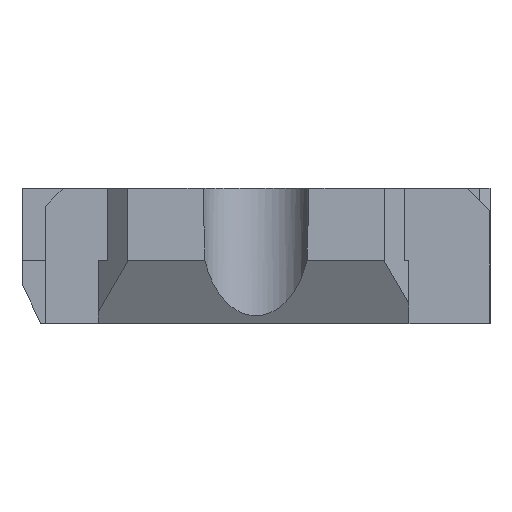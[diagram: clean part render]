
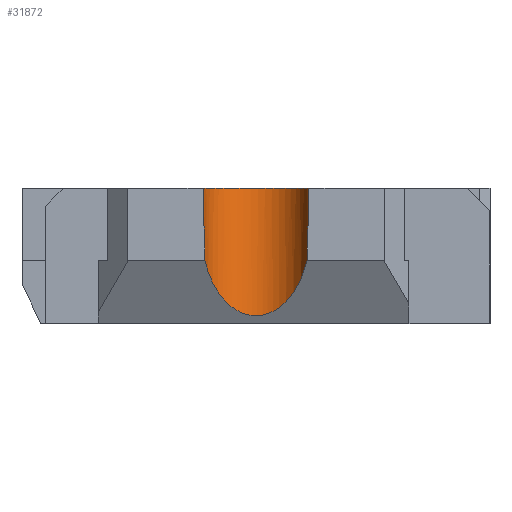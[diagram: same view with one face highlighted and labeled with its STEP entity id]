
A CAD part, front view. The second image highlights one B-rep face of the part: STEP entity #31872.
In plain terms, the highlighted cylindrical face has radius 6 mm (diameter 12 mm), a partial arc.
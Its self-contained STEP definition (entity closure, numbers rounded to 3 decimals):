
#23885 = PLANE('',#23886);
#23886 = AXIS2_PLACEMENT_3D('',#23887,#23888,#23889);
#23887 = CARTESIAN_POINT('',(-40.,-9.804,-2.));
#23888 = DIRECTION('',(0.,0.866,0.5));
#23889 = DIRECTION('',(0.,-0.5,0.866));
#29033 = VERTEX_POINT('',#29034);
#29034 = CARTESIAN_POINT('',(-22.177,-15.,7.));
#29047 = PLANE('',#29048);
#29048 = AXIS2_PLACEMENT_3D('',#29049,#29050,#29051);
#29049 = CARTESIAN_POINT('',(-33.,-15.,0.));
#29050 = DIRECTION('',(0.,1.,0.));
#29051 = DIRECTION('',(0.,0.,1.));
#29058 = EDGE_CURVE('',#29059,#29033,#29061,.T.);
#29059 = VERTEX_POINT('',#29060);
#29060 = CARTESIAN_POINT('',(-10.823,-15.,7.));
#29061 = SURFACE_CURVE('',#29062,(#29067,#29074),.PCURVE_S1.);
#29062 = ELLIPSE('',#29063,10.461,6.);
#29063 = AXIS2_PLACEMENT_3D('',#29064,#29065,#29066);
#29064 = CARTESIAN_POINT('',(-16.5,-16.694,9.933));
#29065 = DIRECTION('',(0.,0.866,0.5));
#29066 = DIRECTION('',(0.,-0.5,0.866));
#29067 = PCURVE('',#23885,#29068);
#29068 = DEFINITIONAL_REPRESENTATION('',(#29069),#29073);
#29069 = ELLIPSE('',#29070,10.461,6.);
#29070 = AXIS2_PLACEMENT_2D('',#29071,#29072);
#29071 = CARTESIAN_POINT('',(13.779,23.5));
#29072 = DIRECTION('',(1.,0.));
#29073 = ( GEOMETRIC_REPRESENTATION_CONTEXT(2) 
PARAMETRIC_REPRESENTATION_CONTEXT() REPRESENTATION_CONTEXT('2D SPACE',''
  ) );
#29074 = PCURVE('',#29075,#29080);
#29075 = CYLINDRICAL_SURFACE('',#29076,6.);
#29076 = AXIS2_PLACEMENT_3D('',#29077,#29078,#29079);
#29077 = CARTESIAN_POINT('',(-16.5,-18.,-5.));
#29078 = DIRECTION('',(0.,0.087,0.996));
#29079 = DIRECTION('',(1.,0.,0.));
#29080 = DEFINITIONAL_REPRESENTATION('',(#29081),#29093);
#29081 = B_SPLINE_CURVE_WITH_KNOTS('',10,(#29082,#29083,#29084,#29085,
    #29086,#29087,#29088,#29089,#29090,#29091,#29092),.UNSPECIFIED.,.F.,
  .F.,(11,11),(1.82,4.463),.PIECEWISE_BEZIER_KNOTS.);
#29082 = CARTESIAN_POINT('',(0.249,12.878));
#29083 = CARTESIAN_POINT('',(0.513,10.683));
#29084 = CARTESIAN_POINT('',(0.778,8.651));
#29085 = CARTESIAN_POINT('',(1.042,6.997));
#29086 = CARTESIAN_POINT('',(1.306,5.913));
#29087 = CARTESIAN_POINT('',(1.571,5.535));
#29088 = CARTESIAN_POINT('',(1.835,5.913));
#29089 = CARTESIAN_POINT('',(2.099,6.997));
#29090 = CARTESIAN_POINT('',(2.364,8.651));
#29091 = CARTESIAN_POINT('',(2.628,10.683));
#29092 = CARTESIAN_POINT('',(2.893,12.878));
#29093 = ( GEOMETRIC_REPRESENTATION_CONTEXT(2) 
PARAMETRIC_REPRESENTATION_CONTEXT() REPRESENTATION_CONTEXT('2D SPACE',''
  ) );
#29110 = PLANE('',#29111);
#29111 = AXIS2_PLACEMENT_3D('',#29112,#29113,#29114);
#29112 = CARTESIAN_POINT('',(-33.,-15.,0.));
#29113 = DIRECTION('',(0.,1.,0.));
#29114 = DIRECTION('',(0.,0.,1.));
#31083 = PLANE('',#31084);
#31084 = AXIS2_PLACEMENT_3D('',#31085,#31086,#31087);
#31085 = CARTESIAN_POINT('',(-33.,-15.,15.));
#31086 = DIRECTION('',(0.,0.,1.));
#31087 = DIRECTION('',(1.,0.,0.));
#31820 = EDGE_CURVE('',#31821,#29059,#31823,.T.);
#31821 = VERTEX_POINT('',#31822);
#31822 = CARTESIAN_POINT('',(-10.631,-15.,15.));
#31823 = SURFACE_CURVE('',#31824,(#31829,#31836),.PCURVE_S1.);
#31824 = ELLIPSE('',#31825,68.842,6.);
#31825 = AXIS2_PLACEMENT_3D('',#31826,#31827,#31828);
#31826 = CARTESIAN_POINT('',(-16.5,-15.,29.29));
#31827 = DIRECTION('',(0.,1.,0.));
#31828 = DIRECTION('',(0.,0.,1.));
#31829 = PCURVE('',#29110,#31830);
#31830 = DEFINITIONAL_REPRESENTATION('',(#31831),#31835);
#31831 = ELLIPSE('',#31832,68.842,6.);
#31832 = AXIS2_PLACEMENT_2D('',#31833,#31834);
#31833 = CARTESIAN_POINT('',(29.29,16.5));
#31834 = DIRECTION('',(1.,0.));
#31835 = ( GEOMETRIC_REPRESENTATION_CONTEXT(2) 
PARAMETRIC_REPRESENTATION_CONTEXT() REPRESENTATION_CONTEXT('2D SPACE',''
  ) );
#31836 = PCURVE('',#29075,#31837);
#31837 = DEFINITIONAL_REPRESENTATION('',(#31838),#31848);
#31838 = B_SPLINE_CURVE_WITH_KNOTS('',8,(#31839,#31840,#31841,#31842,
    #31843,#31844,#31845,#31846,#31847),.UNSPECIFIED.,.F.,.F.,(9,9),(
    1.768,1.913),.PIECEWISE_BEZIER_KNOTS.);
#31839 = CARTESIAN_POINT('',(0.197,20.982));
#31840 = CARTESIAN_POINT('',(0.215,19.765));
#31841 = CARTESIAN_POINT('',(0.233,18.553));
#31842 = CARTESIAN_POINT('',(0.252,17.346));
#31843 = CARTESIAN_POINT('',(0.27,16.146));
#31844 = CARTESIAN_POINT('',(0.288,14.952));
#31845 = CARTESIAN_POINT('',(0.306,13.766));
#31846 = CARTESIAN_POINT('',(0.324,12.588));
#31847 = CARTESIAN_POINT('',(0.342,11.419));
#31848 = ( GEOMETRIC_REPRESENTATION_CONTEXT(2) 
PARAMETRIC_REPRESENTATION_CONTEXT() REPRESENTATION_CONTEXT('2D SPACE',''
  ) );
#31872 = ADVANCED_FACE('',(#31873),#29075,.F.);
#31873 = FACE_BOUND('',#31874,.F.);
#31874 = EDGE_LOOP('',(#31875,#31876,#31877,#31907));
#31875 = ORIENTED_EDGE('',*,*,#31820,.T.);
#31876 = ORIENTED_EDGE('',*,*,#29058,.T.);
#31877 = ORIENTED_EDGE('',*,*,#31878,.T.);
#31878 = EDGE_CURVE('',#29033,#31879,#31881,.T.);
#31879 = VERTEX_POINT('',#31880);
#31880 = CARTESIAN_POINT('',(-22.369,-15.,15.));
#31881 = SURFACE_CURVE('',#31882,(#31887,#31900),.PCURVE_S1.);
#31882 = ELLIPSE('',#31883,68.842,6.);
#31883 = AXIS2_PLACEMENT_3D('',#31884,#31885,#31886);
#31884 = CARTESIAN_POINT('',(-16.5,-15.,29.29));
#31885 = DIRECTION('',(0.,1.,0.));
#31886 = DIRECTION('',(0.,0.,1.));
#31887 = PCURVE('',#29075,#31888);
#31888 = DEFINITIONAL_REPRESENTATION('',(#31889),#31899);
#31889 = B_SPLINE_CURVE_WITH_KNOTS('',8,(#31890,#31891,#31892,#31893,
    #31894,#31895,#31896,#31897,#31898),.UNSPECIFIED.,.F.,.F.,(9,9),(
    4.37,4.515),.PIECEWISE_BEZIER_KNOTS.);
#31890 = CARTESIAN_POINT('',(2.8,11.419));
#31891 = CARTESIAN_POINT('',(2.818,12.588));
#31892 = CARTESIAN_POINT('',(2.836,13.766));
#31893 = CARTESIAN_POINT('',(2.854,14.952));
#31894 = CARTESIAN_POINT('',(2.872,16.146));
#31895 = CARTESIAN_POINT('',(2.89,17.346));
#31896 = CARTESIAN_POINT('',(2.908,18.553));
#31897 = CARTESIAN_POINT('',(2.926,19.765));
#31898 = CARTESIAN_POINT('',(2.944,20.982));
#31899 = ( GEOMETRIC_REPRESENTATION_CONTEXT(2) 
PARAMETRIC_REPRESENTATION_CONTEXT() REPRESENTATION_CONTEXT('2D SPACE',''
  ) );
#31900 = PCURVE('',#29047,#31901);
#31901 = DEFINITIONAL_REPRESENTATION('',(#31902),#31906);
#31902 = ELLIPSE('',#31903,68.842,6.);
#31903 = AXIS2_PLACEMENT_2D('',#31904,#31905);
#31904 = CARTESIAN_POINT('',(29.29,16.5));
#31905 = DIRECTION('',(1.,0.));
#31906 = ( GEOMETRIC_REPRESENTATION_CONTEXT(2) 
PARAMETRIC_REPRESENTATION_CONTEXT() REPRESENTATION_CONTEXT('2D SPACE',''
  ) );
#31907 = ORIENTED_EDGE('',*,*,#31908,.F.);
#31908 = EDGE_CURVE('',#31821,#31879,#31909,.T.);
#31909 = SURFACE_CURVE('',#31910,(#31915,#31928),.PCURVE_S1.);
#31910 = ELLIPSE('',#31911,6.023,6.);
#31911 = AXIS2_PLACEMENT_3D('',#31912,#31913,#31914);
#31912 = CARTESIAN_POINT('',(-16.5,-16.25,15.));
#31913 = DIRECTION('',(0.,0.,1.));
#31914 = DIRECTION('',(0.,1.,0.));
#31915 = PCURVE('',#29075,#31916);
#31916 = DEFINITIONAL_REPRESENTATION('',(#31917),#31927);
#31917 = B_SPLINE_CURVE_WITH_KNOTS('',8,(#31918,#31919,#31920,#31921,
    #31922,#31923,#31924,#31925,#31926),.UNSPECIFIED.,.F.,.F.,(9,9),(
    4.804,7.762),.PIECEWISE_BEZIER_KNOTS.);
#31918 = CARTESIAN_POINT('',(0.091,20.124));
#31919 = CARTESIAN_POINT('',(0.461,20.318));
#31920 = CARTESIAN_POINT('',(0.831,20.504));
#31921 = CARTESIAN_POINT('',(1.201,20.642));
#31922 = CARTESIAN_POINT('',(1.571,20.694));
#31923 = CARTESIAN_POINT('',(1.941,20.642));
#31924 = CARTESIAN_POINT('',(2.31,20.504));
#31925 = CARTESIAN_POINT('',(2.68,20.318));
#31926 = CARTESIAN_POINT('',(3.05,20.124));
#31927 = ( GEOMETRIC_REPRESENTATION_CONTEXT(2) 
PARAMETRIC_REPRESENTATION_CONTEXT() REPRESENTATION_CONTEXT('2D SPACE',''
  ) );
#31928 = PCURVE('',#31083,#31929);
#31929 = DEFINITIONAL_REPRESENTATION('',(#31930),#31934);
#31930 = ELLIPSE('',#31931,6.023,6.);
#31931 = AXIS2_PLACEMENT_2D('',#31932,#31933);
#31932 = CARTESIAN_POINT('',(16.5,-1.25));
#31933 = DIRECTION('',(0.,1.));
#31934 = ( GEOMETRIC_REPRESENTATION_CONTEXT(2) 
PARAMETRIC_REPRESENTATION_CONTEXT() REPRESENTATION_CONTEXT('2D SPACE',''
  ) );
